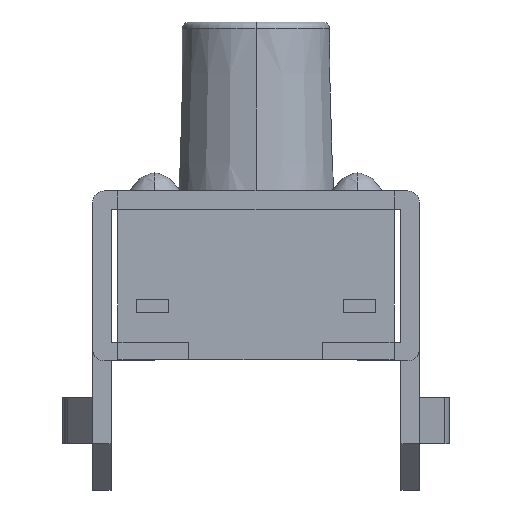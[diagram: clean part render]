
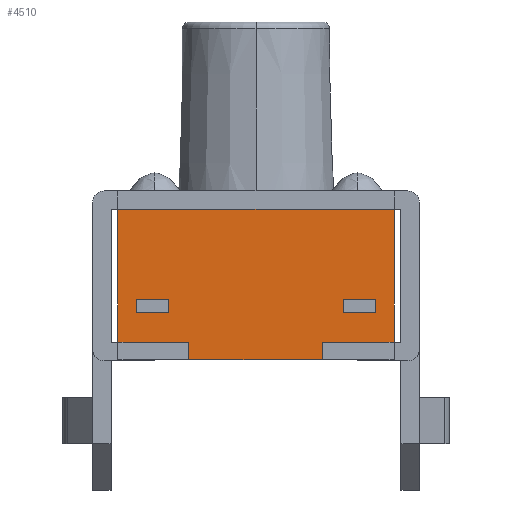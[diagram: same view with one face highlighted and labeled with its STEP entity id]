
A CAD part, left-side view. The second image highlights one B-rep face of the part: STEP entity #4510.
In plain terms, the highlighted face is planar.
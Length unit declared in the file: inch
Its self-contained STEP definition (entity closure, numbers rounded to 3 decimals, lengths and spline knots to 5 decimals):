
#3 = ORIENTED_EDGE ( 'NONE', *, *, #7053, .T. ) ;
#95 = VERTEX_POINT ( 'NONE', #8998 ) ;
#153 = EDGE_LOOP ( 'NONE', ( #3, #1015, #7211, #2345 ) ) ;
#400 = VECTOR ( 'NONE', #10921, 39.37008 ) ;
#474 = CARTESIAN_POINT ( 'NONE',  ( -0.0748, 0.27559, -0.00591 ) ) ;
#487 = VECTOR ( 'NONE', #5284, 39.37008 ) ;
#496 = CARTESIAN_POINT ( 'NONE',  ( 0.05748, 0.27559, -0.04606 ) ) ;
#701 = VECTOR ( 'NONE', #5707, 39.37008 ) ;
#748 = FACE_BOUND ( 'NONE', #6591, .T. ) ;
#940 = CARTESIAN_POINT ( 'NONE',  ( -0.00787, 0.27559, 0.00591 ) ) ;
#987 = LINE ( 'NONE', #8292, #8678 ) ;
#1015 = ORIENTED_EDGE ( 'NONE', *, *, #6026, .T. ) ;
#1094 = VERTEX_POINT ( 'NONE', #10506 ) ;
#1190 = DIRECTION ( 'NONE',  ( 1., 0., 0. ) ) ;
#1528 = CARTESIAN_POINT ( 'NONE',  ( -0.10236, 0.27559, -0.00591 ) ) ;
#1549 = CARTESIAN_POINT ( 'NONE',  ( -0.05669, 0.27559, -0.04606 ) ) ;
#1764 = ORIENTED_EDGE ( 'NONE', *, *, #6184, .T. ) ;
#1894 = VERTEX_POINT ( 'NONE', #6631 ) ;
#2015 = PLANE ( 'NONE',  #2316 ) ;
#2034 = CARTESIAN_POINT ( 'NONE',  ( -0.0748, 0.27559, -0.01555 ) ) ;
#2083 = CARTESIAN_POINT ( 'NONE',  ( -0.11024, 0.27559, -0.00591 ) ) ;
#2274 = LINE ( 'NONE', #8918, #10517 ) ;
#2316 = AXIS2_PLACEMENT_3D ( 'NONE', #5651, #8413, #4686 ) ;
#2336 = CARTESIAN_POINT ( 'NONE',  ( 0.11811, 0.27559, -0.0311 ) ) ;
#2345 = ORIENTED_EDGE ( 'NONE', *, *, #4323, .T. ) ;
#2463 = CARTESIAN_POINT ( 'NONE',  ( -0.05669, 0.27559, -0.0311 ) ) ;
#2588 = DIRECTION ( 'NONE',  ( 0., 0., -1. ) ) ;
#2623 = DIRECTION ( 'NONE',  ( 0., 0., -1. ) ) ;
#2816 = CARTESIAN_POINT ( 'NONE',  ( 0.11811, 0.27559, -0.0311 ) ) ;
#3030 = CARTESIAN_POINT ( 'NONE',  ( 0.11811, 0.27559, -0.0311 ) ) ;
#3221 = LINE ( 'NONE', #7282, #10499 ) ;
#3363 = EDGE_CURVE ( 'NONE', #9727, #9896, #7774, .T. ) ;
#3406 = LINE ( 'NONE', #5345, #487 ) ;
#3556 = CARTESIAN_POINT ( 'NONE',  ( 0.10236, 0.27559, 0.00591 ) ) ;
#3559 = LINE ( 'NONE', #4214, #400 ) ;
#3694 = LINE ( 'NONE', #10989, #11143 ) ;
#3964 = EDGE_CURVE ( 'NONE', #7633, #5378, #3694, .T. ) ;
#4065 = DIRECTION ( 'NONE',  ( 0., 0., 1. ) ) ;
#4169 = DIRECTION ( 'NONE',  ( 0., 0., 1. ) ) ;
#4214 = CARTESIAN_POINT ( 'NONE',  ( -0.05669, 0.27559, -0.04606 ) ) ;
#4323 = EDGE_CURVE ( 'NONE', #10226, #5367, #7706, .T. ) ;
#4431 = FACE_OUTER_BOUND ( 'NONE', #10381, .T. ) ;
#4510 = ADVANCED_FACE ( 'NONE', ( #7151, #748, #4431 ), #2015, .T. ) ;
#4517 = VECTOR ( 'NONE', #1190, 39.37008 ) ;
#4686 = DIRECTION ( 'NONE',  ( -1., 0., 0. ) ) ;
#4823 = VECTOR ( 'NONE', #2623, 39.37008 ) ;
#4829 = ORIENTED_EDGE ( 'NONE', *, *, #7241, .F. ) ;
#4931 = CARTESIAN_POINT ( 'NONE',  ( 0.05748, 0.27559, -0.0311 ) ) ;
#5162 = EDGE_CURVE ( 'NONE', #6783, #11576, #8811, .T. ) ;
#5183 = CARTESIAN_POINT ( 'NONE',  ( -0.11811, 0.27559, 0.08268 ) ) ;
#5208 = VERTEX_POINT ( 'NONE', #5183 ) ;
#5284 = DIRECTION ( 'NONE',  ( 1., 0., 0. ) ) ;
#5345 = CARTESIAN_POINT ( 'NONE',  ( 0.11811, 0.27559, 0.08268 ) ) ;
#5367 = VERTEX_POINT ( 'NONE', #3556 ) ;
#5378 = VERTEX_POINT ( 'NONE', #6576 ) ;
#5418 = VECTOR ( 'NONE', #4065, 39.37008 ) ;
#5518 = CARTESIAN_POINT ( 'NONE',  ( -0.10236, 0.27559, 0.00591 ) ) ;
#5538 = LINE ( 'NONE', #7409, #4823 ) ;
#5567 = VERTEX_POINT ( 'NONE', #1549 ) ;
#5651 = CARTESIAN_POINT ( 'NONE',  ( -0.11811, 0.27559, -0.0311 ) ) ;
#5707 = DIRECTION ( 'NONE',  ( 0., 0., 1. ) ) ;
#5733 = DIRECTION ( 'NONE',  ( 0., 0., 1. ) ) ;
#5815 = ORIENTED_EDGE ( 'NONE', *, *, #9440, .T. ) ;
#5882 = CARTESIAN_POINT ( 'NONE',  ( -0.11811, 0.27559, -0.0311 ) ) ;
#6019 = DIRECTION ( 'NONE',  ( -1., 0., 0. ) ) ;
#6026 = EDGE_CURVE ( 'NONE', #1894, #7932, #987, .T. ) ;
#6036 = DIRECTION ( 'NONE',  ( 0., 0., -1. ) ) ;
#6184 = EDGE_CURVE ( 'NONE', #11576, #5567, #3559, .T. ) ;
#6285 = ORIENTED_EDGE ( 'NONE', *, *, #8987, .T. ) ;
#6401 = VECTOR ( 'NONE', #2588, 39.37008 ) ;
#6437 = LINE ( 'NONE', #940, #10519 ) ;
#6471 = ORIENTED_EDGE ( 'NONE', *, *, #7687, .F. ) ;
#6576 = CARTESIAN_POINT ( 'NONE',  ( -0.11811, 0.27559, -0.0311 ) ) ;
#6591 = EDGE_LOOP ( 'NONE', ( #6285, #5815, #7315, #10569 ) ) ;
#6619 = VECTOR ( 'NONE', #4169, 39.37008 ) ;
#6631 = CARTESIAN_POINT ( 'NONE',  ( 0.0748, 0.27559, 0.00591 ) ) ;
#6748 = LINE ( 'NONE', #2034, #11490 ) ;
#6757 = EDGE_CURVE ( 'NONE', #9896, #95, #6748, .T. ) ;
#6783 = VERTEX_POINT ( 'NONE', #4931 ) ;
#6807 = CARTESIAN_POINT ( 'NONE',  ( 0.10236, 0.27559, -0.00591 ) ) ;
#6949 = LINE ( 'NONE', #10678, #7279 ) ;
#7053 = EDGE_CURVE ( 'NONE', #5367, #1894, #6437, .T. ) ;
#7151 = FACE_BOUND ( 'NONE', #153, .T. ) ;
#7167 = ORIENTED_EDGE ( 'NONE', *, *, #5162, .T. ) ;
#7211 = ORIENTED_EDGE ( 'NONE', *, *, #8410, .T. ) ;
#7241 = EDGE_CURVE ( 'NONE', #10112, #1094, #10573, .T. ) ;
#7279 = VECTOR ( 'NONE', #6036, 39.37008 ) ;
#7282 = CARTESIAN_POINT ( 'NONE',  ( -0.00787, 0.27559, -0.00591 ) ) ;
#7315 = ORIENTED_EDGE ( 'NONE', *, *, #3363, .T. ) ;
#7409 = CARTESIAN_POINT ( 'NONE',  ( -0.10236, 0.27559, -0.01555 ) ) ;
#7633 = VERTEX_POINT ( 'NONE', #2463 ) ;
#7687 = EDGE_CURVE ( 'NONE', #7633, #5567, #6949, .T. ) ;
#7697 = ORIENTED_EDGE ( 'NONE', *, *, #11608, .T. ) ;
#7706 = LINE ( 'NONE', #9609, #5418 ) ;
#7774 = LINE ( 'NONE', #2083, #4517 ) ;
#7932 = VERTEX_POINT ( 'NONE', #8734 ) ;
#8078 = EDGE_CURVE ( 'NONE', #10112, #6783, #10595, .T. ) ;
#8288 = DIRECTION ( 'NONE',  ( -1., 0., 0. ) ) ;
#8292 = CARTESIAN_POINT ( 'NONE',  ( 0.0748, 0.27559, -0.01555 ) ) ;
#8410 = EDGE_CURVE ( 'NONE', #7932, #10226, #3221, .T. ) ;
#8413 = DIRECTION ( 'NONE',  ( 0., 1., 0. ) ) ;
#8484 = EDGE_CURVE ( 'NONE', #5208, #1094, #3406, .T. ) ;
#8505 = ORIENTED_EDGE ( 'NONE', *, *, #8078, .T. ) ;
#8678 = VECTOR ( 'NONE', #9355, 39.37008 ) ;
#8734 = CARTESIAN_POINT ( 'NONE',  ( 0.0748, 0.27559, -0.00591 ) ) ;
#8811 = LINE ( 'NONE', #10856, #6401 ) ;
#8918 = CARTESIAN_POINT ( 'NONE',  ( -0.11024, 0.27559, 0.00591 ) ) ;
#8961 = VECTOR ( 'NONE', #6019, 39.37008 ) ;
#8987 = EDGE_CURVE ( 'NONE', #95, #10867, #2274, .T. ) ;
#8998 = CARTESIAN_POINT ( 'NONE',  ( -0.0748, 0.27559, 0.00591 ) ) ;
#9355 = DIRECTION ( 'NONE',  ( 0., 0., -1. ) ) ;
#9358 = DIRECTION ( 'NONE',  ( 1., 0., 0. ) ) ;
#9440 = EDGE_CURVE ( 'NONE', #10867, #9727, #5538, .T. ) ;
#9609 = CARTESIAN_POINT ( 'NONE',  ( 0.10236, 0.27559, -0.01555 ) ) ;
#9727 = VERTEX_POINT ( 'NONE', #1528 ) ;
#9880 = DIRECTION ( 'NONE',  ( -1., 0., 0. ) ) ;
#9896 = VERTEX_POINT ( 'NONE', #474 ) ;
#10102 = DIRECTION ( 'NONE',  ( -1., 0., 0. ) ) ;
#10112 = VERTEX_POINT ( 'NONE', #2816 ) ;
#10226 = VERTEX_POINT ( 'NONE', #6807 ) ;
#10381 = EDGE_LOOP ( 'NONE', ( #11217, #4829, #8505, #7167, #1764, #6471, #10674, #7697 ) ) ;
#10499 = VECTOR ( 'NONE', #9358, 39.37008 ) ;
#10506 = CARTESIAN_POINT ( 'NONE',  ( 0.11811, 0.27559, 0.08268 ) ) ;
#10517 = VECTOR ( 'NONE', #9880, 39.37008 ) ;
#10519 = VECTOR ( 'NONE', #10102, 39.37008 ) ;
#10569 = ORIENTED_EDGE ( 'NONE', *, *, #6757, .T. ) ;
#10573 = LINE ( 'NONE', #3030, #701 ) ;
#10595 = LINE ( 'NONE', #2336, #8961 ) ;
#10674 = ORIENTED_EDGE ( 'NONE', *, *, #3964, .T. ) ;
#10678 = CARTESIAN_POINT ( 'NONE',  ( -0.05669, 0.27559, -0.0311 ) ) ;
#10695 = LINE ( 'NONE', #5882, #6619 ) ;
#10856 = CARTESIAN_POINT ( 'NONE',  ( 0.05748, 0.27559, -0.0311 ) ) ;
#10867 = VERTEX_POINT ( 'NONE', #5518 ) ;
#10921 = DIRECTION ( 'NONE',  ( -1., 0., 0. ) ) ;
#10989 = CARTESIAN_POINT ( 'NONE',  ( 0.11811, 0.27559, -0.0311 ) ) ;
#11143 = VECTOR ( 'NONE', #8288, 39.37008 ) ;
#11217 = ORIENTED_EDGE ( 'NONE', *, *, #8484, .T. ) ;
#11490 = VECTOR ( 'NONE', #5733, 39.37008 ) ;
#11576 = VERTEX_POINT ( 'NONE', #496 ) ;
#11608 = EDGE_CURVE ( 'NONE', #5378, #5208, #10695, .T. ) ;
